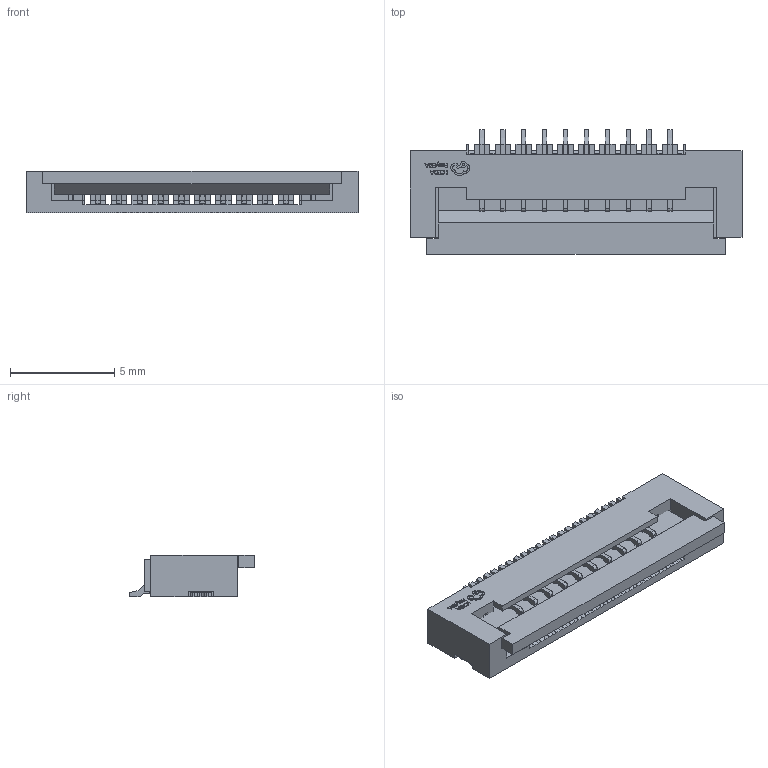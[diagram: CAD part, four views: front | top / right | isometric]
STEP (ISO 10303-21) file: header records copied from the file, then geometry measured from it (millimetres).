
FILE_DESCRIPTION (( 'STEP AP214' ), '1' );
FILE_NAME ('FPC-SMD_AFA01-S10FCC-00.step', '2022-07-06T12:24:56', ( '' ), ( '' ), 'SwSTEP 2.0', 'SolidWorks 2020', '' );
FILE_SCHEMA (( 'AUTOMOTIVE_DESIGN' ));
Length unit declared in the file: millimetre
Products named in the file (1): FPC-SMD_AFA01-S10FCC-00
Bounding box: 15.9 x 5.97 x 2.01 mm (x, y, z)
Volume: 107.8 mm3; surface area: 617.3 mm2
Topology: 14 solids, 14 shells, 1036 faces, 2946 edges, 1920 vertices
Faces by surface type: plane 818, bspline 146, cylinder 72
Entity records: 45817 total; most frequent: CARTESIAN_POINT 9513, ORIENTED_EDGE 5892, DIRECTION 4576, EDGE_CURVE 2946, LINE 2506, VECTOR 2506, VERTEX_POINT 1920, EDGE_LOOP 1064
